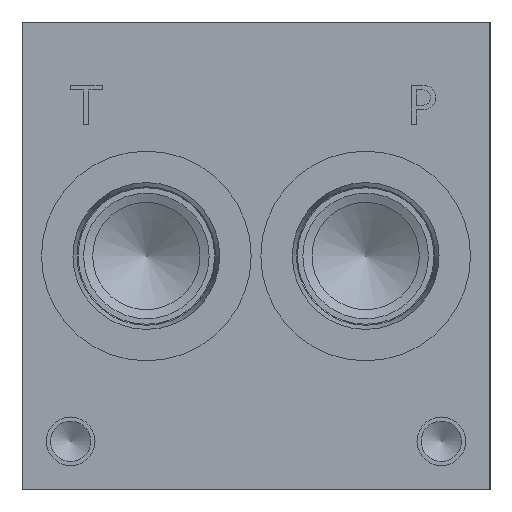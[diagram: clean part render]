
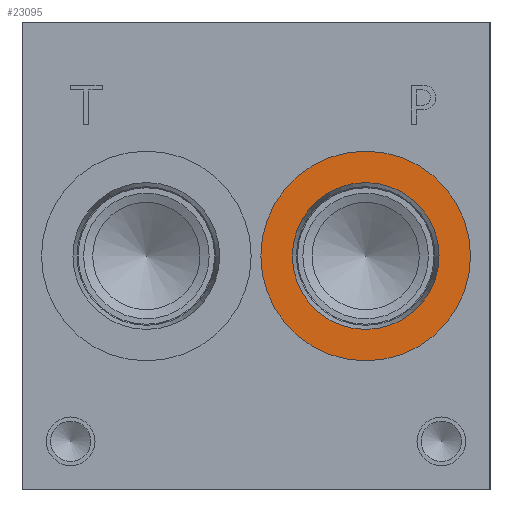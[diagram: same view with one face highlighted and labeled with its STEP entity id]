
A CAD part, left-side view. The second image highlights one B-rep face of the part: STEP entity #23095.
In plain terms, the highlighted planar face has unit normal (-1, 0, 0).
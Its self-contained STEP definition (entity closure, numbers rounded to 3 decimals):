
#823=CIRCLE('',#24483,17.069);
#824=CIRCLE('',#24484,17.069);
#825=CIRCLE('',#24486,11.951);
#826=CIRCLE('',#24487,11.951);
#1390=FACE_BOUND('',#4425,.T.);
#2022=PLANE('',#24485);
#3053=FACE_OUTER_BOUND('',#4424,.T.);
#4424=EDGE_LOOP('',(#19863,#19864));
#4425=EDGE_LOOP('',(#19865,#19866));
#10855=VERTEX_POINT('',#39553);
#10856=VERTEX_POINT('',#39555);
#10857=VERTEX_POINT('',#39559);
#10858=VERTEX_POINT('',#39560);
#13991=EDGE_CURVE('',#10855,#10856,#823,.T.);
#13992=EDGE_CURVE('',#10856,#10855,#824,.T.);
#13993=EDGE_CURVE('',#10857,#10858,#825,.T.);
#13994=EDGE_CURVE('',#10858,#10857,#826,.T.);
#19863=ORIENTED_EDGE('',*,*,#13992,.F.);
#19864=ORIENTED_EDGE('',*,*,#13991,.F.);
#19865=ORIENTED_EDGE('',*,*,#13993,.T.);
#19866=ORIENTED_EDGE('',*,*,#13994,.T.);
#23095=ADVANCED_FACE('',(#3053,#1390),#2022,.F.);
#24483=AXIS2_PLACEMENT_3D('',#39556,#29097,#29098);
#24484=AXIS2_PLACEMENT_3D('',#39557,#29099,#29100);
#24485=AXIS2_PLACEMENT_3D('',#39558,#29101,#29102);
#24486=AXIS2_PLACEMENT_3D('',#39561,#29103,#29104);
#24487=AXIS2_PLACEMENT_3D('',#39562,#29105,#29106);
#29097=DIRECTION('center_axis',(1.,0.,0.));
#29098=DIRECTION('ref_axis',(0.,0.,-1.));
#29099=DIRECTION('center_axis',(1.,0.,0.));
#29100=DIRECTION('ref_axis',(0.,0.,-1.));
#29101=DIRECTION('center_axis',(1.,0.,0.));
#29102=DIRECTION('ref_axis',(0.,0.,-1.));
#29103=DIRECTION('center_axis',(1.,0.,0.));
#29104=DIRECTION('ref_axis',(0.,0.,-1.));
#29105=DIRECTION('center_axis',(1.,0.,0.));
#29106=DIRECTION('ref_axis',(0.,0.,-1.));
#39553=CARTESIAN_POINT('',(0.787,20.244,21.031));
#39555=CARTESIAN_POINT('',(0.787,20.244,55.169));
#39556=CARTESIAN_POINT('Origin',(0.787,20.244,38.1));
#39557=CARTESIAN_POINT('Origin',(0.787,20.244,38.1));
#39558=CARTESIAN_POINT('Origin',(0.787,20.244,50.051));
#39559=CARTESIAN_POINT('',(0.787,20.244,50.051));
#39560=CARTESIAN_POINT('',(0.787,20.244,26.149));
#39561=CARTESIAN_POINT('Origin',(0.787,20.244,38.1));
#39562=CARTESIAN_POINT('Origin',(0.787,20.244,38.1));
